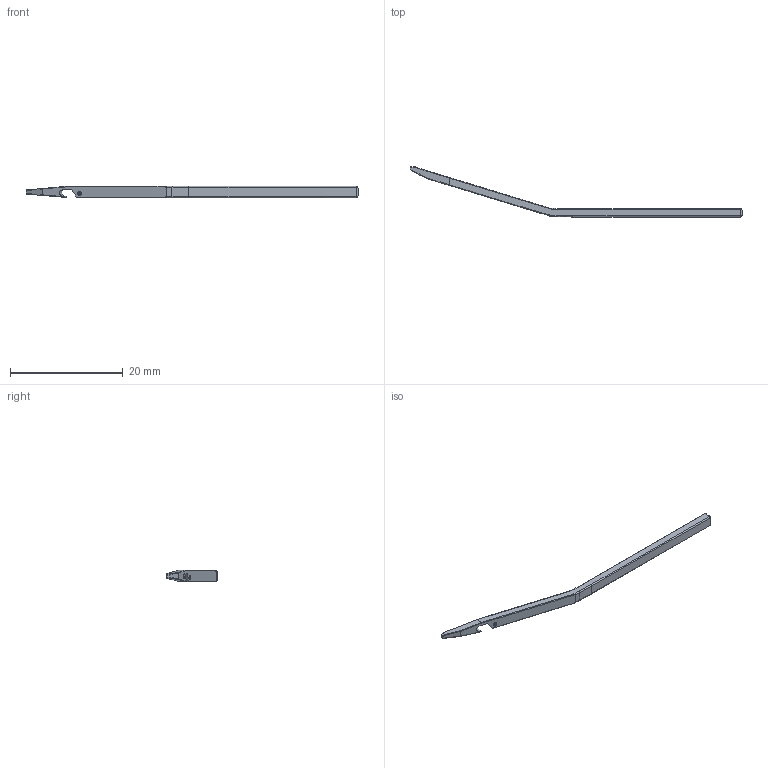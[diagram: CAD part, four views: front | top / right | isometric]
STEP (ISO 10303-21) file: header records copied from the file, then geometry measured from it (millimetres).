
FILE_DESCRIPTION (( 'STEP AP214' ), '1' );
FILE_NAME ('Aiguillelinker.STEP', '2021-05-18T08:38:28', ( '' ), ( '' ), 'SwSTEP 2.0', 'SolidWorks 2019', '' );
FILE_SCHEMA (( 'AUTOMOTIVE_DESIGN' ));
Length unit declared in the file: millimetre
Products named in the file (1): Aiguillelinker
Bounding box: 58.9 x 8.88 x 2 mm (x, y, z)
Volume: 152.4 mm3; surface area: 404.8 mm2
Topology: 1 solids, 1 shells, 100 faces, 235 edges, 129 vertices
Faces by surface type: cylinder 45, plane 30, bspline 11, sphere 10, torus 4
Entity records: 3019 total; most frequent: CARTESIAN_POINT 861, ORIENTED_EDGE 454, DIRECTION 437, EDGE_CURVE 227, AXIS2_PLACEMENT_3D 157, VERTEX_POINT 129, VECTOR 123, LINE 123
